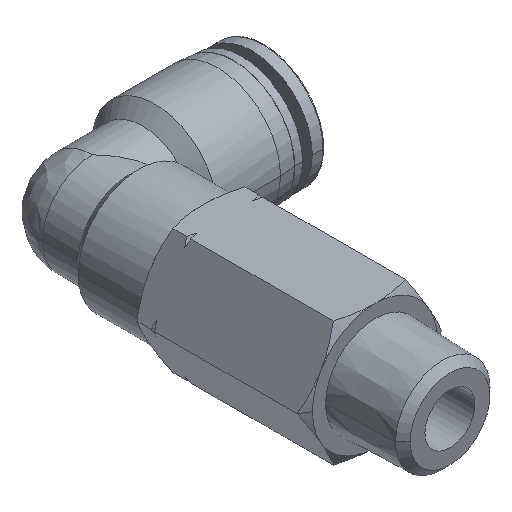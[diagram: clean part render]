
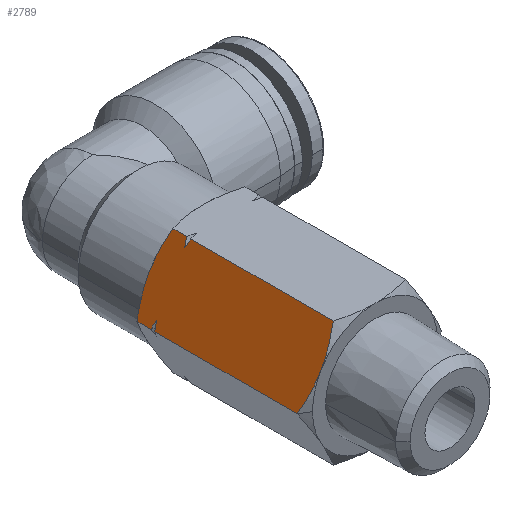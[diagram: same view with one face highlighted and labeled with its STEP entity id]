
A CAD part, isometric view. The second image highlights one B-rep face of the part: STEP entity #2789.
In plain terms, the highlighted planar face has unit normal (-0.866, 0, 0.5).
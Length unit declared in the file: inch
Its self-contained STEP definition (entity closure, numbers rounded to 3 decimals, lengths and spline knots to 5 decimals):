
#29 = FACE_OUTER_BOUND ( 'NONE', #3765, .T. ) ;
#30 = CARTESIAN_POINT ( 'NONE',  ( -0.29765, -0.94488, 0.17185 ) ) ;
#61 = CARTESIAN_POINT ( 'NONE',  ( -0.28072, -0.94488, 0.20118 ) ) ;
#74 = CARTESIAN_POINT ( 'NONE',  ( -0.39687, 0., 0. ) ) ;
#75 = CARTESIAN_POINT ( 'NONE',  ( -0.26402, -0.94195, 0.23011 ) ) ;
#109 = CARTESIAN_POINT ( 'NONE',  ( -0.19844, -0.91418, 0.3437 ) ) ;
#153 = CARTESIAN_POINT ( 'NONE',  ( -0.23098, -0.93126, 0.28733 ) ) ;
#156 = CARTESIAN_POINT ( 'NONE',  ( -0.31459, -0.94488, 0.14252 ) ) ;
#211 = VERTEX_POINT ( 'NONE', #1331 ) ;
#268 = ORIENTED_EDGE ( 'NONE', *, *, #3549, .T. ) ;
#294 = EDGE_CURVE ( 'NONE', #3900, #1765, #2965, .T. ) ;
#343 = LINE ( 'NONE', #1133, #348 ) ;
#348 = VECTOR ( 'NONE', #1540, 39.37008 ) ;
#388 = EDGE_CURVE ( 'NONE', #2664, #2669, #3855, .T. ) ;
#439 = DIRECTION ( 'NONE',  ( 0.5, 0., 0.866 ) ) ;
#479 = CARTESIAN_POINT ( 'NONE',  ( -0.37534, -0.11811, 0.0373 ) ) ;
#481 = CARTESIAN_POINT ( 'NONE',  ( -0.31459, 0., 0.14252 ) ) ;
#581 = EDGE_CURVE ( 'NONE', #3804, #3663, #2885, .T. ) ;
#599 = CARTESIAN_POINT ( 'NONE',  ( -0.19844, -0.12948, 0.3437 ) ) ;
#605 = CARTESIAN_POINT ( 'NONE',  ( -0.21997, -0.11811, 0.3064 ) ) ;
#616 = CARTESIAN_POINT ( 'NONE',  ( -0.21275, -0.12155, 0.31892 ) ) ;
#650 = ORIENTED_EDGE ( 'NONE', *, *, #4252, .F. ) ;
#683 = CARTESIAN_POINT ( 'NONE',  ( -0.23098, -0.01362, 0.28733 ) ) ;
#780 = CARTESIAN_POINT ( 'NONE',  ( -0.20557, -0.12536, 0.33134 ) ) ;
#820 = CARTESIAN_POINT ( 'NONE',  ( -0.19844, -0.0307, 0.3437 ) ) ;
#855 = CARTESIAN_POINT ( 'NONE',  ( -0.36433, -0.01362, 0.05637 ) ) ;
#872 = CARTESIAN_POINT ( 'NONE',  ( -0.21275, -0.11467, 0.31892 ) ) ;
#883 = CARTESIAN_POINT ( 'NONE',  ( -0.33129, -0.94195, 0.11359 ) ) ;
#905 = EDGE_CURVE ( 'NONE', #211, #2011, #343, .T. ) ;
#909 = CARTESIAN_POINT ( 'NONE',  ( -0.39687, -0.91418, 0. ) ) ;
#944 = B_SPLINE_CURVE_WITH_KNOTS ( 'NONE', 3,
 ( #3026, #4075, #872, #3222 ),
 .UNSPECIFIED., .F., .F.,
 ( 4, 4 ),
 ( 0., 0.00113 ),
 .UNSPECIFIED. ) ;
#975 = ORIENTED_EDGE ( 'NONE', *, *, #2091, .F. ) ;
#1014 = CARTESIAN_POINT ( 'NONE',  ( -0.39687, -0.0307, 0. ) ) ;
#1019 = DIRECTION ( 'NONE',  ( 0., -1., 0. ) ) ;
#1033 = CARTESIAN_POINT ( 'NONE',  ( -0.28072, 0., 0.20118 ) ) ;
#1118 = CARTESIAN_POINT ( 'NONE',  ( -0.39687, 0., 0. ) ) ;
#1133 = CARTESIAN_POINT ( 'NONE',  ( -0.19844, 0., 0.3437 ) ) ;
#1181 = CARTESIAN_POINT ( 'NONE',  ( -0.39687, 0., 0. ) ) ;
#1186 = CARTESIAN_POINT ( 'NONE',  ( -0.39687, -0.0307, 0. ) ) ;
#1220 = CARTESIAN_POINT ( 'NONE',  ( -0.38066, -0.92354, 0.02807 ) ) ;
#1270 = B_SPLINE_CURVE_WITH_KNOTS ( 'NONE', 3,
 ( #2566, #156, #883, #3230, #1220, #3565 ),
 .UNSPECIFIED., .F., .F.,
 ( 4, 2, 4 ),
 ( 0., 0.00255, 0.0051 ),
 .UNSPECIFIED. ) ;
#1307 = ORIENTED_EDGE ( 'NONE', *, *, #581, .F. ) ;
#1331 = CARTESIAN_POINT ( 'NONE',  ( -0.19844, -0.10675, 0.3437 ) ) ;
#1343 = B_SPLINE_CURVE_WITH_KNOTS ( 'NONE', 3,
 ( #2859, #481, #1516, #855, #3203, #1186 ),
 .UNSPECIFIED., .F., .F.,
 ( 4, 2, 4 ),
 ( 0., 0.00255, 0.0051 ),
 .UNSPECIFIED. ) ;
#1372 = CARTESIAN_POINT ( 'NONE',  ( -0.19844, -0.91418, 0.3437 ) ) ;
#1408 = CARTESIAN_POINT ( 'NONE',  ( -0.21464, -0.92354, 0.31563 ) ) ;
#1471 = CARTESIAN_POINT ( 'NONE',  ( -0.37534, -0.11811, 0.0373 ) ) ;
#1513 = CARTESIAN_POINT ( 'NONE',  ( -0.21997, -0.11811, 0.3064 ) ) ;
#1516 = CARTESIAN_POINT ( 'NONE',  ( -0.33129, -0.00293, 0.11359 ) ) ;
#1540 = DIRECTION ( 'NONE',  ( 0., 1., 0. ) ) ;
#1724 = CARTESIAN_POINT ( 'NONE',  ( -0.19844, -0.0307, 0.3437 ) ) ;
#1725 = CARTESIAN_POINT ( 'NONE',  ( -0.39687, -0.10675, 0. ) ) ;
#1751 = EDGE_CURVE ( 'NONE', #2275, #2618, #2099, .T. ) ;
#1765 = VERTEX_POINT ( 'NONE', #909 ) ;
#1787 = CARTESIAN_POINT ( 'NONE',  ( -0.29765, 0., 0.17185 ) ) ;
#1810 = ORIENTED_EDGE ( 'NONE', *, *, #905, .T. ) ;
#1830 = CARTESIAN_POINT ( 'NONE',  ( -0.38256, -0.11467, 0.02478 ) ) ;
#1853 = AXIS2_PLACEMENT_3D ( 'NONE', #74, #2485, #439 ) ;
#1856 = CARTESIAN_POINT ( 'NONE',  ( -0.38974, -0.12536, 0.01236 ) ) ;
#1872 = CARTESIAN_POINT ( 'NONE',  ( -0.39687, -0.12948, 0. ) ) ;
#1939 = CARTESIAN_POINT ( 'NONE',  ( -0.39687, -0.12948, 0. ) ) ;
#2011 = VERTEX_POINT ( 'NONE', #820 ) ;
#2054 = EDGE_CURVE ( 'NONE', #3713, #2275, #1343, .T. ) ;
#2091 = EDGE_CURVE ( 'NONE', #2669, #1765, #1270, .T. ) ;
#2099 = LINE ( 'NONE', #1118, #3660 ) ;
#2174 = CARTESIAN_POINT ( 'NONE',  ( -0.39687, -0.10675, 0. ) ) ;
#2221 = ORIENTED_EDGE ( 'NONE', *, *, #3813, .F. ) ;
#2275 = VERTEX_POINT ( 'NONE', #1014 ) ;
#2401 = EDGE_CURVE ( 'NONE', #211, #3804, #944, .T. ) ;
#2485 = DIRECTION ( 'NONE',  ( -0.866, 0., 0.5 ) ) ;
#2496 = DIRECTION ( 'NONE',  ( 0., -1., 0. ) ) ;
#2539 = CARTESIAN_POINT ( 'NONE',  ( -0.38256, -0.12155, 0.02478 ) ) ;
#2566 = CARTESIAN_POINT ( 'NONE',  ( -0.29765, -0.94488, 0.17185 ) ) ;
#2575 = ORIENTED_EDGE ( 'NONE', *, *, #294, .T. ) ;
#2618 = VERTEX_POINT ( 'NONE', #1725 ) ;
#2664 = VERTEX_POINT ( 'NONE', #1372 ) ;
#2669 = VERTEX_POINT ( 'NONE', #4045 ) ;
#2789 = ADVANCED_FACE ( 'NONE', ( #29 ), #2800, .T. ) ;
#2800 = PLANE ( 'NONE',  #1853 ) ;
#2859 = CARTESIAN_POINT ( 'NONE',  ( -0.29765, 0., 0.17185 ) ) ;
#2864 = VECTOR ( 'NONE', #3577, 39.37008 ) ;
#2885 = B_SPLINE_CURVE_WITH_KNOTS ( 'NONE', 3,
 ( #605, #616, #780, #599 ),
 .UNSPECIFIED., .F., .F.,
 ( 4, 4 ),
 ( 0., 0.00113 ),
 .UNSPECIFIED. ) ;
#2931 = EDGE_CURVE ( 'NONE', #2664, #3663, #3640, .T. ) ;
#2936 = ORIENTED_EDGE ( 'NONE', *, *, #1751, .T. ) ;
#2946 = VECTOR ( 'NONE', #1019, 39.37008 ) ;
#2965 = LINE ( 'NONE', #1181, #2946 ) ;
#2995 = ORIENTED_EDGE ( 'NONE', *, *, #2054, .T. ) ;
#3026 = CARTESIAN_POINT ( 'NONE',  ( -0.19844, -0.10675, 0.3437 ) ) ;
#3048 = CARTESIAN_POINT ( 'NONE',  ( -0.26402, -0.00293, 0.23011 ) ) ;
#3058 = CARTESIAN_POINT ( 'NONE',  ( -0.19844, -0.12948, 0.3437 ) ) ;
#3124 = B_SPLINE_CURVE_WITH_KNOTS ( 'NONE', 3,
 ( #1724, #3696, #683, #3048, #1033, #3384 ),
 .UNSPECIFIED., .F., .F.,
 ( 4, 2, 4 ),
 ( 0., 0.00255, 0.0051 ),
 .UNSPECIFIED. ) ;
#3203 = CARTESIAN_POINT ( 'NONE',  ( -0.38066, -0.02134, 0.02807 ) ) ;
#3222 = CARTESIAN_POINT ( 'NONE',  ( -0.21997, -0.11811, 0.3064 ) ) ;
#3230 = CARTESIAN_POINT ( 'NONE',  ( -0.36433, -0.93126, 0.05637 ) ) ;
#3346 = B_SPLINE_CURVE_WITH_KNOTS ( 'NONE', 3,
 ( #1872, #1856, #2539, #479 ),
 .UNSPECIFIED., .F., .F.,
 ( 4, 4 ),
 ( 0., 0.00113 ),
 .UNSPECIFIED. ) ;
#3384 = CARTESIAN_POINT ( 'NONE',  ( -0.29765, 0., 0.17185 ) ) ;
#3549 = EDGE_CURVE ( 'NONE', #2011, #3713, #3124, .T. ) ;
#3565 = CARTESIAN_POINT ( 'NONE',  ( -0.39687, -0.91418, 0. ) ) ;
#3577 = DIRECTION ( 'NONE',  ( 0., 1., 0. ) ) ;
#3598 = ORIENTED_EDGE ( 'NONE', *, *, #2401, .F. ) ;
#3640 = LINE ( 'NONE', #3887, #2864 ) ;
#3660 = VECTOR ( 'NONE', #2496, 39.37008 ) ;
#3663 = VERTEX_POINT ( 'NONE', #3058 ) ;
#3696 = CARTESIAN_POINT ( 'NONE',  ( -0.21464, -0.02134, 0.31563 ) ) ;
#3713 = VERTEX_POINT ( 'NONE', #1787 ) ;
#3716 = ORIENTED_EDGE ( 'NONE', *, *, #388, .F. ) ;
#3765 = EDGE_LOOP ( 'NONE', ( #3598, #1810, #268, #2995, #2936, #650, #2221, #2575, #975, #3716, #4119, #1307 ) ) ;
#3804 = VERTEX_POINT ( 'NONE', #1513 ) ;
#3810 = VERTEX_POINT ( 'NONE', #3833 ) ;
#3813 = EDGE_CURVE ( 'NONE', #3900, #3810, #3346, .T. ) ;
#3833 = CARTESIAN_POINT ( 'NONE',  ( -0.37534, -0.11811, 0.0373 ) ) ;
#3855 = B_SPLINE_CURVE_WITH_KNOTS ( 'NONE', 3,
 ( #109, #1408, #153, #75, #61, #30 ),
 .UNSPECIFIED., .F., .F.,
 ( 4, 2, 4 ),
 ( 0., 0.00255, 0.0051 ),
 .UNSPECIFIED. ) ;
#3886 = B_SPLINE_CURVE_WITH_KNOTS ( 'NONE', 3,
 ( #1471, #1830, #4128, #2174 ),
 .UNSPECIFIED., .F., .F.,
 ( 4, 4 ),
 ( 0., 0.00113 ),
 .UNSPECIFIED. ) ;
#3887 = CARTESIAN_POINT ( 'NONE',  ( -0.19844, 0., 0.3437 ) ) ;
#3900 = VERTEX_POINT ( 'NONE', #1939 ) ;
#4045 = CARTESIAN_POINT ( 'NONE',  ( -0.29765, -0.94488, 0.17185 ) ) ;
#4075 = CARTESIAN_POINT ( 'NONE',  ( -0.20557, -0.11086, 0.33134 ) ) ;
#4119 = ORIENTED_EDGE ( 'NONE', *, *, #2931, .T. ) ;
#4128 = CARTESIAN_POINT ( 'NONE',  ( -0.38974, -0.11086, 0.01236 ) ) ;
#4252 = EDGE_CURVE ( 'NONE', #3810, #2618, #3886, .T. ) ;
